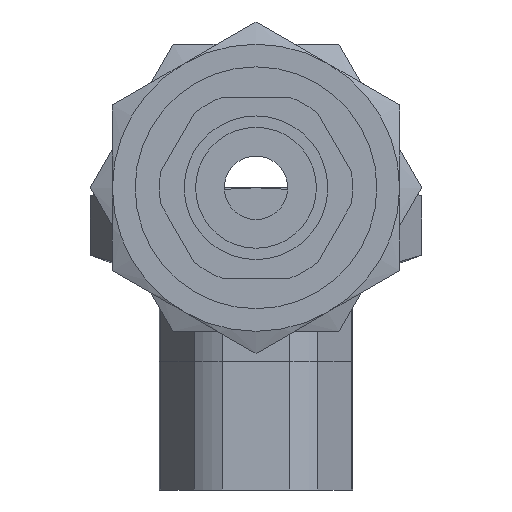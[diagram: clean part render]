
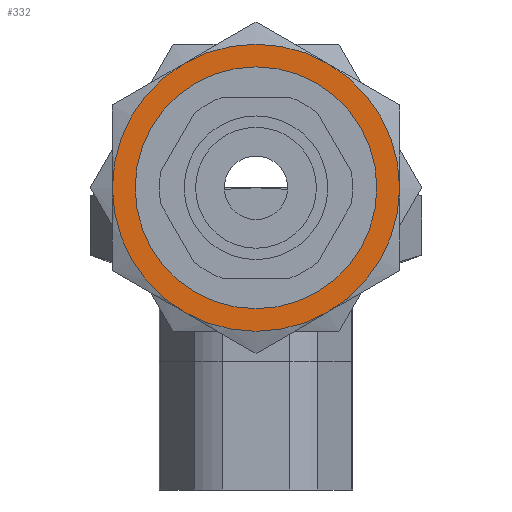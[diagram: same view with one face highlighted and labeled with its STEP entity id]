
A CAD part, front view. The second image highlights one B-rep face of the part: STEP entity #332.
In plain terms, the highlighted face is planar.
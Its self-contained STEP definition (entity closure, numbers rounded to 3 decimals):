
#332 = ADVANCED_FACE( 'NONE', ( #548, #549 ), #550, .F. );
#548 = FACE_OUTER_BOUND( '', #731, .T. );
#549 = FACE_BOUND( '', #732, .T. );
#550 = PLANE( '', #733 );
#731 = EDGE_LOOP( '', ( #1007, #1008, #1009, #1010, #1011, #1012 ) );
#732 = EDGE_LOOP( '', ( #1013 ) );
#733 = AXIS2_PLACEMENT_3D( '', #1014, #1015, #1016 );
#1007 = ORIENTED_EDGE( '', *, *, #1408, .T. );
#1008 = ORIENTED_EDGE( '', *, *, #1378, .T. );
#1009 = ORIENTED_EDGE( '', *, *, #1411, .T. );
#1010 = ORIENTED_EDGE( '', *, *, #1405, .T. );
#1011 = ORIENTED_EDGE( '', *, *, #1403, .T. );
#1012 = ORIENTED_EDGE( '', *, *, #1407, .T. );
#1013 = ORIENTED_EDGE( '', *, *, #1397, .F. );
#1014 = CARTESIAN_POINT( '', ( 10.97, 0., 0. ) );
#1015 = DIRECTION( '', ( 0., 0., -1. ) );
#1016 = DIRECTION( '', ( 0., -1., 0. ) );
#1378 = EDGE_CURVE( 'NONE', #1551, #1552, #1553, .T. );
#1397 = EDGE_CURVE( 'NONE', #1585, #1585, #1586, .T. );
#1403 = EDGE_CURVE( 'NONE', #1578, #1561, #1595, .T. );
#1405 = EDGE_CURVE( 'NONE', #1596, #1578, #1598, .T. );
#1407 = EDGE_CURVE( 'NONE', #1561, #1599, #1601, .T. );
#1408 = EDGE_CURVE( 'NONE', #1599, #1551, #1602, .T. );
#1411 = EDGE_CURVE( 'NONE', #1552, #1596, #1605, .T. );
#1551 = VERTEX_POINT( 'NONE', #1727 );
#1552 = VERTEX_POINT( 'NONE', #1728 );
#1553 = CIRCLE( '', #1729, 9.5 );
#1561 = VERTEX_POINT( 'NONE', #1753 );
#1578 = VERTEX_POINT( 'NONE', #1786 );
#1585 = VERTEX_POINT( '', #1809 );
#1586 = CIRCLE( '', #1810, 7.5 );
#1595 = CIRCLE( '', #1836, 9.5 );
#1596 = VERTEX_POINT( 'NONE', #1837 );
#1598 = CIRCLE( '', #1844, 9.5 );
#1599 = VERTEX_POINT( 'NONE', #1845 );
#1601 = CIRCLE( '', #1852, 9.5 );
#1602 = CIRCLE( '', #1853, 9.5 );
#1605 = CIRCLE( '', #1866, 9.5 );
#1727 = CARTESIAN_POINT( '', ( -8.227, 4.75, 0. ) );
#1728 = CARTESIAN_POINT( '', ( -8.227, -4.75, 0. ) );
#1729 = AXIS2_PLACEMENT_3D( '', #2030, #2031, #2032 );
#1753 = CARTESIAN_POINT( '', ( 8.227, 4.75, 0. ) );
#1786 = CARTESIAN_POINT( '', ( 8.227, -4.75, 0. ) );
#1809 = CARTESIAN_POINT( '', ( 7.5, 0., 0. ) );
#1810 = AXIS2_PLACEMENT_3D( '', #2054, #2055, #2056 );
#1836 = AXIS2_PLACEMENT_3D( '', #2059, #2060, #2061 );
#1837 = CARTESIAN_POINT( '', ( 0., -9.5, 0. ) );
#1844 = AXIS2_PLACEMENT_3D( '', #2062, #2063, #2064 );
#1845 = CARTESIAN_POINT( '', ( 0., 9.5, 0. ) );
#1852 = AXIS2_PLACEMENT_3D( '', #2065, #2066, #2067 );
#1853 = AXIS2_PLACEMENT_3D( '', #2068, #2069, #2070 );
#1866 = AXIS2_PLACEMENT_3D( '', #2071, #2072, #2073 );
#2030 = CARTESIAN_POINT( '', ( 0., 0., 0. ) );
#2031 = DIRECTION( '', ( 0., 0., 1. ) );
#2032 = DIRECTION( '', ( -1., 0., 0. ) );
#2054 = CARTESIAN_POINT( '', ( 0., 0., 0. ) );
#2055 = DIRECTION( '', ( 0., 0., 1. ) );
#2056 = DIRECTION( '', ( 1., 0., 0. ) );
#2059 = CARTESIAN_POINT( '', ( 0., 0., 0. ) );
#2060 = DIRECTION( '', ( 0., 0., 1. ) );
#2061 = DIRECTION( '', ( -1., 0., 0. ) );
#2062 = CARTESIAN_POINT( '', ( 0., 0., 0. ) );
#2063 = DIRECTION( '', ( 0., 0., 1. ) );
#2064 = DIRECTION( '', ( -1., 0., 0. ) );
#2065 = CARTESIAN_POINT( '', ( 0., 0., 0. ) );
#2066 = DIRECTION( '', ( 0., 0., 1. ) );
#2067 = DIRECTION( '', ( 1., 0., 0. ) );
#2068 = CARTESIAN_POINT( '', ( 0., 0., 0. ) );
#2069 = DIRECTION( '', ( 0., 0., 1. ) );
#2070 = DIRECTION( '', ( -1., 0., 0. ) );
#2071 = CARTESIAN_POINT( '', ( 0., 0., 0. ) );
#2072 = DIRECTION( '', ( 0., 0., 1. ) );
#2073 = DIRECTION( '', ( -1., 0., 0. ) );
